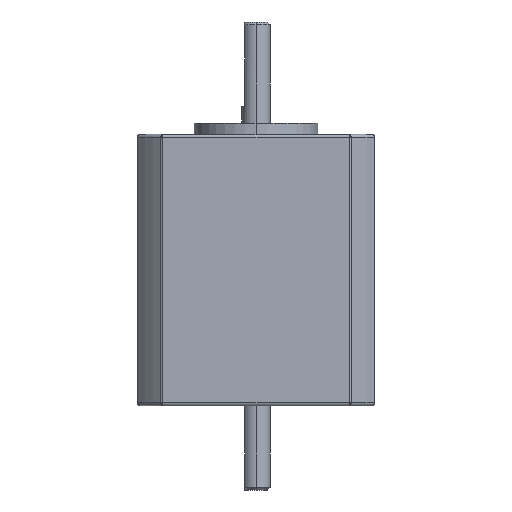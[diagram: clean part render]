
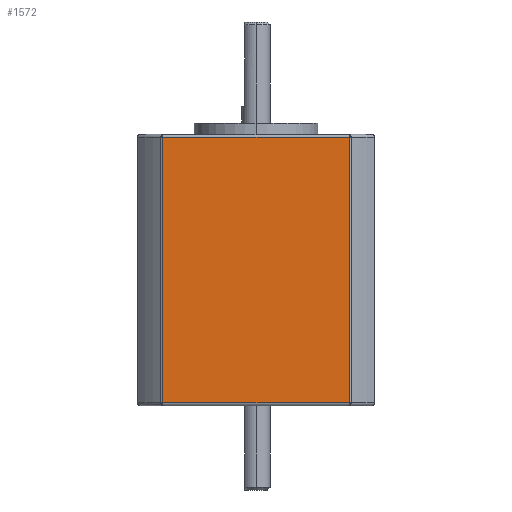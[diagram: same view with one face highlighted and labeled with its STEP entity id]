
A CAD part, left-side view. The second image highlights one B-rep face of the part: STEP entity #1572.
In plain terms, the highlighted planar face has unit normal (-1, 0, 0).
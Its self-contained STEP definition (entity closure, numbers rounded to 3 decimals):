
#101 = VECTOR ( 'NONE', #793, 1000. ) ;
#102 = VECTOR ( 'NONE', #854, 1000. ) ;
#104 = VECTOR ( 'NONE', #797, 1000. ) ;
#315 = DIRECTION ( 'NONE',  ( 0., -1., 0. ) ) ;
#351 = CARTESIAN_POINT ( 'NONE',  ( -21.15, 16.783, 0.5 ) ) ;
#383 = PLANE ( 'NONE',  #1453 ) ;
#392 = DIRECTION ( 'NONE',  ( 1., 0., 0. ) ) ;
#394 = DIRECTION ( 'NONE',  ( 0., 0., -1. ) ) ;
#432 = CARTESIAN_POINT ( 'NONE',  ( -21.15, 16.783, 48.3 ) ) ;
#464 = VERTEX_POINT ( 'NONE', #1367 ) ;
#482 = VERTEX_POINT ( 'NONE', #1234 ) ;
#562 = VERTEX_POINT ( 'NONE', #1258 ) ;
#596 = VERTEX_POINT ( 'NONE', #1230 ) ;
#632 = ORIENTED_EDGE ( 'NONE', *, *, #1522, .T. ) ;
#633 = ORIENTED_EDGE ( 'NONE', *, *, #1521, .T. ) ;
#634 = ORIENTED_EDGE ( 'NONE', *, *, #1523, .T. ) ;
#637 = ORIENTED_EDGE ( 'NONE', *, *, #1558, .T. ) ;
#777 = CARTESIAN_POINT ( 'NONE',  ( -21.15, 16.608, 48.3 ) ) ;
#793 = DIRECTION ( 'NONE',  ( 0., 0., -1. ) ) ;
#797 = DIRECTION ( 'NONE',  ( 0., 1., 0. ) ) ;
#799 = CARTESIAN_POINT ( 'NONE',  ( -21.15, 16.783, 47.8 ) ) ;
#854 = DIRECTION ( 'NONE',  ( 0., 0., 1. ) ) ;
#855 = CARTESIAN_POINT ( 'NONE',  ( -21.15, -16.608, 48.3 ) ) ;
#1230 = CARTESIAN_POINT ( 'NONE',  ( -21.15, 16.608, 47.8 ) ) ;
#1234 = CARTESIAN_POINT ( 'NONE',  ( -21.15, -16.608, 47.8 ) ) ;
#1258 = CARTESIAN_POINT ( 'NONE',  ( -21.15, 16.608, 0.5 ) ) ;
#1367 = CARTESIAN_POINT ( 'NONE',  ( -21.15, -16.608, 0.5 ) ) ;
#1437 = VECTOR ( 'NONE', #315, 1000. ) ;
#1453 = AXIS2_PLACEMENT_3D ( 'NONE', #432, #392, #394 ) ;
#1521 = EDGE_CURVE ( 'NONE', #596, #562, #1984, .T. ) ;
#1522 = EDGE_CURVE ( 'NONE', #464, #482, #1985, .T. ) ;
#1523 = EDGE_CURVE ( 'NONE', #482, #596, #1986, .T. ) ;
#1558 = EDGE_CURVE ( 'NONE', #562, #464, #2012, .T. ) ;
#1572 = ADVANCED_FACE ( 'NONE', ( #2027 ), #383, .F. ) ;
#1733 = EDGE_LOOP ( 'NONE', ( #632, #634, #633, #637 ) ) ;
#1984 = LINE ( 'NONE', #777, #101 ) ;
#1985 = LINE ( 'NONE', #855, #102 ) ;
#1986 = LINE ( 'NONE', #799, #104 ) ;
#2012 = LINE ( 'NONE', #351, #1437 ) ;
#2027 = FACE_OUTER_BOUND ( 'NONE', #1733, .T. ) ;
